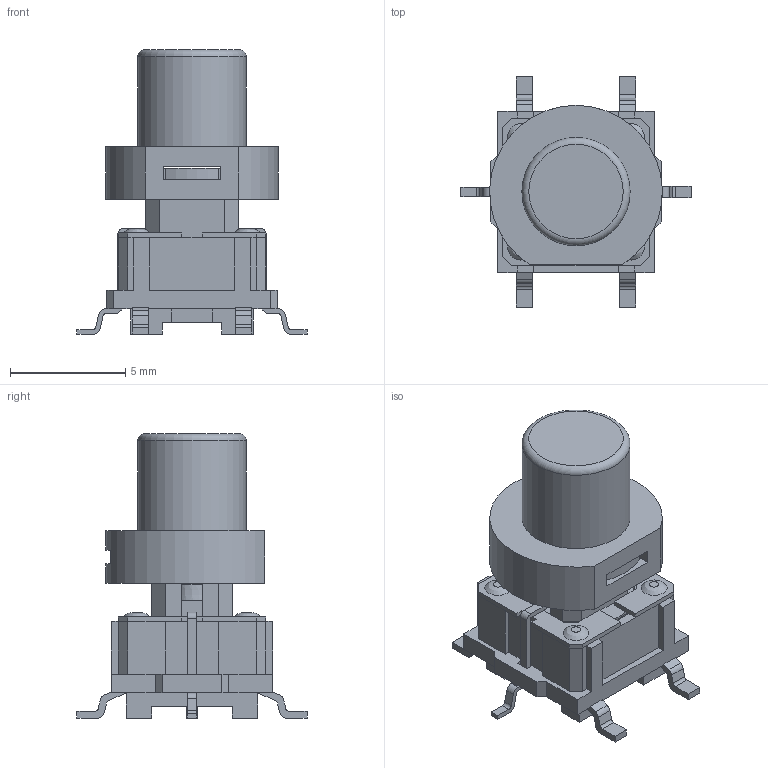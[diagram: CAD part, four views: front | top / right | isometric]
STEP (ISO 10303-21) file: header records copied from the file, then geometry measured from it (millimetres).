
FILE_DESCRIPTION((''),'2;1');
FILE_NAME('TL3265xQTCLR.stp','2018-03-16T14:27:23',('mroman'),(''),'Autodesk Inventor 2012','Autodesk Inventor 2012','');
FILE_SCHEMA(('CONFIG_CONTROL_DESIGN'));
Length unit declared in the file: inch
Products named in the file (1): TL3265xQTCLR
Bounding box: 10 x 10 x 12.35 mm (x, y, z)
Volume: 273.5 mm3; surface area: 752 mm2
Topology: 5 solids, 5 shells, 362 faces, 998 edges, 639 vertices
Faces by surface type: plane 298, cylinder 54, bspline 5, cone 3, torus 1, sphere 1
Full cylindrical faces by diameter (mm): 0.8 x4, 0.9 x4, 3 x1, 4.7 x1, 5 x1
Entity records: 11793 total; most frequent: CARTESIAN_POINT 2135, ORIENTED_EDGE 1960, DIRECTION 1852, EDGE_CURVE 980, VECTOR 816, LINE 816, VERTEX_POINT 636, AXIS2_PLACEMENT_3D 518
